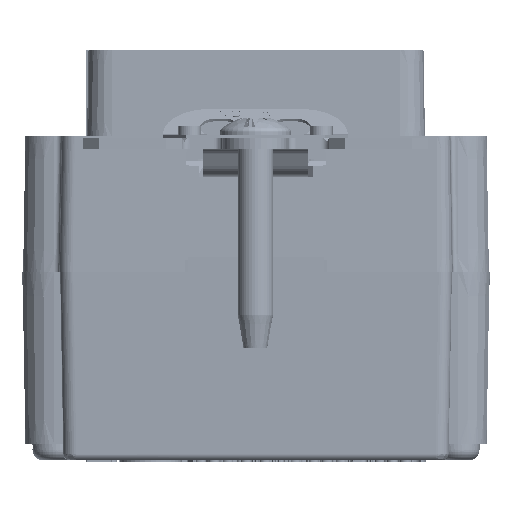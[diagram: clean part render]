
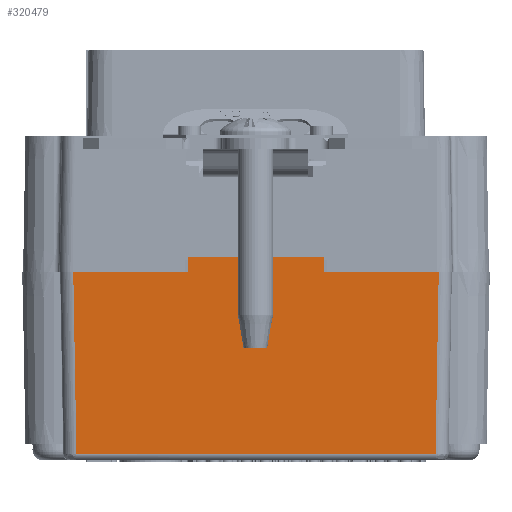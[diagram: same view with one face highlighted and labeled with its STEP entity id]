
A CAD part, left-side view. The second image highlights one B-rep face of the part: STEP entity #320479.
In plain terms, the highlighted planar face has unit normal (-1, 0, -0.018).
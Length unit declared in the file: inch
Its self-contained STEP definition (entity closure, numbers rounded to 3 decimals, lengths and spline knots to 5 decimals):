
#5712 = LINE ( 'NONE', #310757, #372668 ) ;
#24978 = EDGE_CURVE ( 'NONE', #163077, #85499, #162931, .T. ) ;
#27107 = CARTESIAN_POINT ( 'NONE',  ( -5.74914, -0.85196, 1.1183 ) ) ;
#32819 = DIRECTION ( 'NONE',  ( -1., 0., -0.017 ) ) ;
#35353 = LINE ( 'NONE', #572569, #567224 ) ;
#47886 = VECTOR ( 'NONE', #553221, 39.37008 ) ;
#54480 = DIRECTION ( 'NONE',  ( 0.017, -0.017, -1. ) ) ;
#65190 = LINE ( 'NONE', #204674, #47886 ) ;
#85499 = VERTEX_POINT ( 'NONE', #128641 ) ;
#87548 = EDGE_CURVE ( 'NONE', #85499, #314633, #65190, .T. ) ;
#90038 = DIRECTION ( 'NONE',  ( -0.017, -0.017, 1. ) ) ;
#91787 = VECTOR ( 'NONE', #54480, 39.37008 ) ;
#95703 = EDGE_CURVE ( 'NONE', #314633, #210846, #504533, .T. ) ;
#108640 = CARTESIAN_POINT ( 'NONE',  ( -5.76165, -0.37369, 1.8353 ) ) ;
#110742 = VERTEX_POINT ( 'NONE', #553437 ) ;
#111082 = CARTESIAN_POINT ( 'NONE',  ( -5.74956, -0.79634, 1.14286 ) ) ;
#128641 = CARTESIAN_POINT ( 'NONE',  ( -5.76261, -0.37177, 1.8903 ) ) ;
#129409 = CARTESIAN_POINT ( 'NONE',  ( -5.76165, 0.14631, 1.8353 ) ) ;
#140067 = EDGE_CURVE ( 'NONE', #560306, #392404, #225973, .T. ) ;
#157867 = DIRECTION ( 'NONE',  ( -0.017, 0., 1. ) ) ;
#162931 = LINE ( 'NONE', #392214, #487404 ) ;
#163077 = VERTEX_POINT ( 'NONE', #108640 ) ;
#171493 = DIRECTION ( 'NONE',  ( -0.017, 0.035, 0.999 ) ) ;
#178585 = ORIENTED_EDGE ( 'NONE', *, *, #87548, .T. ) ;
#196489 = DIRECTION ( 'NONE',  ( 0., 1., 0. ) ) ;
#202206 = ORIENTED_EDGE ( 'NONE', *, *, #24978, .T. ) ;
#204674 = CARTESIAN_POINT ( 'NONE',  ( -5.76261, -0.85196, 1.8903 ) ) ;
#208056 = AXIS2_PLACEMENT_3D ( 'NONE', #27107, #32819, #157867 ) ;
#210413 = ORIENTED_EDGE ( 'NONE', *, *, #248903, .F. ) ;
#210846 = VERTEX_POINT ( 'NONE', #129409 ) ;
#212605 = DIRECTION ( 'NONE',  ( 0., 1., 0. ) ) ;
#223103 = CARTESIAN_POINT ( 'NONE',  ( -5.76165, 0.58105, 1.8353 ) ) ;
#225973 = LINE ( 'NONE', #223103, #91787 ) ;
#234750 = CARTESIAN_POINT ( 'NONE',  ( -5.76261, 0.14439, 1.8903 ) ) ;
#239629 = ORIENTED_EDGE ( 'NONE', *, *, #140067, .T. ) ;
#248903 = EDGE_CURVE ( 'NONE', #406851, #392404, #35353, .T. ) ;
#310757 = CARTESIAN_POINT ( 'NONE',  ( -5.74956, -0.79634, 1.14286 ) ) ;
#314633 = VERTEX_POINT ( 'NONE', #327976 ) ;
#320479 = ADVANCED_FACE ( 'NONE', ( #372834 ), #422116, .T. ) ;
#322549 = EDGE_CURVE ( 'NONE', #210846, #560306, #547883, .T. ) ;
#327976 = CARTESIAN_POINT ( 'NONE',  ( -5.76261, 0.14439, 1.8903 ) ) ;
#337843 = VECTOR ( 'NONE', #458295, 39.37008 ) ;
#342523 = ORIENTED_EDGE ( 'NONE', *, *, #345419, .T. ) ;
#344460 = EDGE_LOOP ( 'NONE', ( #239629, #210413, #405042, #342523, #202206, #178585, #410573, #448805 ) ) ;
#345419 = EDGE_CURVE ( 'NONE', #110742, #163077, #362594, .T. ) ;
#358455 = VECTOR ( 'NONE', #196489, 39.37008 ) ;
#362594 = LINE ( 'NONE', #490411, #337843 ) ;
#372668 = VECTOR ( 'NONE', #90038, 39.37008 ) ;
#372834 = FACE_OUTER_BOUND ( 'NONE', #344460, .T. ) ;
#374429 = CARTESIAN_POINT ( 'NONE',  ( -5.74956, 0.56897, 1.14286 ) ) ;
#392214 = CARTESIAN_POINT ( 'NONE',  ( -5.76165, -0.37369, 1.8353 ) ) ;
#392404 = VERTEX_POINT ( 'NONE', #374429 ) ;
#405042 = ORIENTED_EDGE ( 'NONE', *, *, #437516, .T. ) ;
#406851 = VERTEX_POINT ( 'NONE', #111082 ) ;
#410573 = ORIENTED_EDGE ( 'NONE', *, *, #95703, .T. ) ;
#422116 = PLANE ( 'NONE',  #208056 ) ;
#425733 = CARTESIAN_POINT ( 'NONE',  ( -5.76165, -0.85196, 1.8353 ) ) ;
#437516 = EDGE_CURVE ( 'NONE', #406851, #110742, #5712, .T. ) ;
#448805 = ORIENTED_EDGE ( 'NONE', *, *, #322549, .T. ) ;
#458295 = DIRECTION ( 'NONE',  ( 0., 1., 0. ) ) ;
#487404 = VECTOR ( 'NONE', #171493, 39.37008 ) ;
#490411 = CARTESIAN_POINT ( 'NONE',  ( -5.76165, -0.85196, 1.8353 ) ) ;
#504533 = LINE ( 'NONE', #234750, #531169 ) ;
#510229 = DIRECTION ( 'NONE',  ( 0.017, 0.035, -0.999 ) ) ;
#518918 = CARTESIAN_POINT ( 'NONE',  ( -5.76165, 0.58105, 1.8353 ) ) ;
#531169 = VECTOR ( 'NONE', #510229, 39.37008 ) ;
#547883 = LINE ( 'NONE', #425733, #358455 ) ;
#553221 = DIRECTION ( 'NONE',  ( 0., 1., 0. ) ) ;
#553437 = CARTESIAN_POINT ( 'NONE',  ( -5.76165, -0.80842, 1.8353 ) ) ;
#560306 = VERTEX_POINT ( 'NONE', #518918 ) ;
#567224 = VECTOR ( 'NONE', #212605, 39.37008 ) ;
#572569 = CARTESIAN_POINT ( 'NONE',  ( -5.74956, -0.60369, 1.14286 ) ) ;
